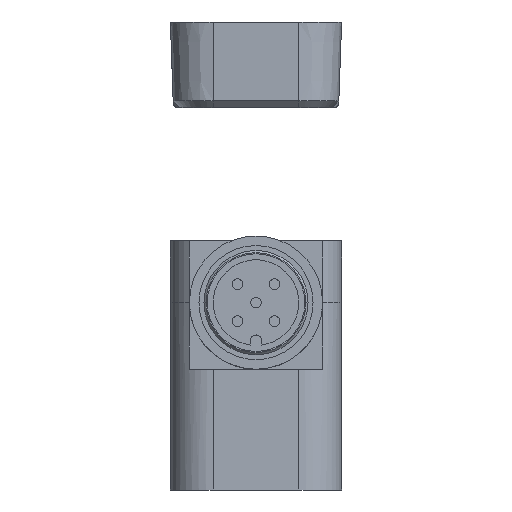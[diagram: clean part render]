
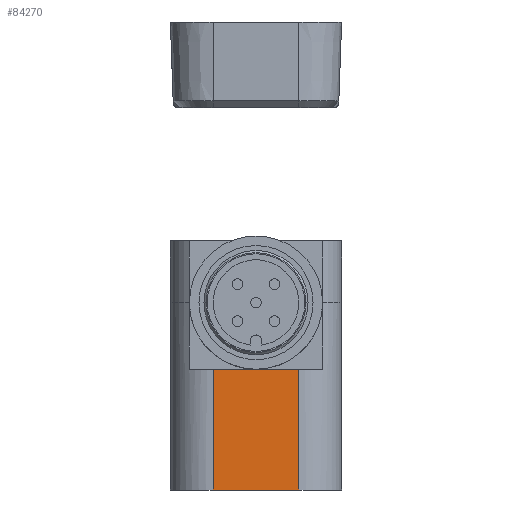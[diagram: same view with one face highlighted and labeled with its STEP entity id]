
A CAD part, left-side view. The second image highlights one B-rep face of the part: STEP entity #84270.
In plain terms, the highlighted face is planar.
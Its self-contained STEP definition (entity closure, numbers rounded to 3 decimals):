
#50250=CARTESIAN_POINT('',(20.,-4.5,31.88));
#50260=VERTEX_POINT('',#50250);
#50290=CARTESIAN_POINT('',(20.,-4.5,12.18));
#50300=DIRECTION('',(0.,0.,1.));
#50310=VECTOR('',#50300,1.);
#50320=LINE('',#50290,#50310);
#50330=CARTESIAN_POINT('',(20.,-4.5,19.18));
#50340=VERTEX_POINT('',#50330);
#50350=EDGE_CURVE('',#50340,#50260,#50320,.T.);
#55590=CARTESIAN_POINT('',(20.,4.5,19.18));
#55600=VERTEX_POINT('',#55590);
#55630=CARTESIAN_POINT('',(20.,4.5,19.121));
#55640=DIRECTION('',(0.,0.,1.));
#55650=VECTOR('',#55640,1.);
#55660=LINE('',#55630,#55650);
#55670=CARTESIAN_POINT('',(20.,4.5,31.88));
#55680=VERTEX_POINT('',#55670);
#55690=EDGE_CURVE('',#55600,#55680,#55660,.T.);
#76890=CARTESIAN_POINT('',(20.,0.,19.18));
#76900=DIRECTION('',(0.,-1.,0.));
#76910=VECTOR('',#76900,1.);
#76920=LINE('',#76890,#76910);
#76930=EDGE_CURVE('',#55600,#50340,#76920,.T.);
#81740=CARTESIAN_POINT('',(20.,0.,31.88));
#81750=DIRECTION('',(0.,-1.,0.));
#81760=VECTOR('',#81750,1.);
#81770=LINE('',#81740,#81760);
#81780=EDGE_CURVE('',#55680,#50260,#81770,.T.);
#84160=CARTESIAN_POINT('',(20.,-4.5,31.88));
#84170=DIRECTION('',(1.,0.,0.));
#84180=DIRECTION('',(0.,-1.,0.));
#84190=AXIS2_PLACEMENT_3D('',#84160,#84170,#84180);
#84200=PLANE('',#84190);
#84210=ORIENTED_EDGE('',*,*,#55690,.T.);
#84220=ORIENTED_EDGE('',*,*,#76930,.F.);
#84230=ORIENTED_EDGE('',*,*,#50350,.F.);
#84240=ORIENTED_EDGE('',*,*,#81780,.T.);
#84250=EDGE_LOOP('',(#84240,#84230,#84220,#84210));
#84260=FACE_OUTER_BOUND('',#84250,.T.);
#84270=ADVANCED_FACE('',(#84260),#84200,.T.);
